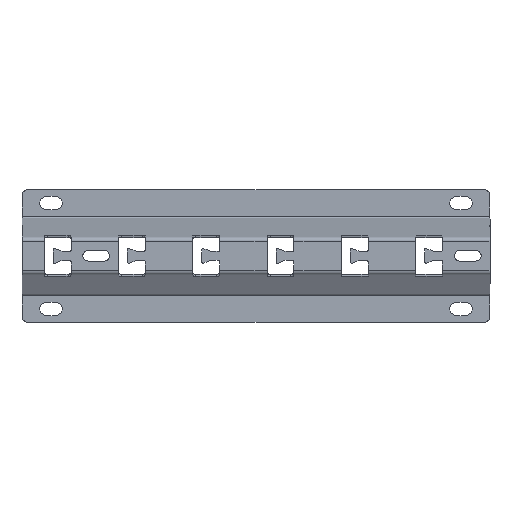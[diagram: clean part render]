
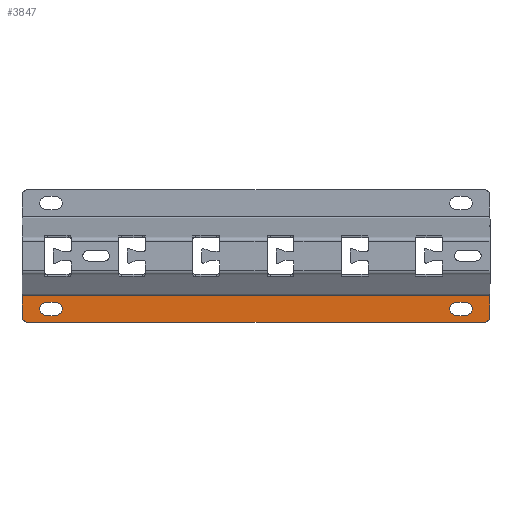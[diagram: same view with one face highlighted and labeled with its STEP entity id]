
A CAD part, top view. The second image highlights one B-rep face of the part: STEP entity #3847.
In plain terms, the highlighted planar face has unit normal (0, 0, 1).
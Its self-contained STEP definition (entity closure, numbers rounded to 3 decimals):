
#61 = FACE_BOUND ( 'NONE', #651, .T. ) ;
#72 = DIRECTION ( 'NONE',  ( 1., 0., 0. ) ) ;
#121 = VECTOR ( 'NONE', #4005, 1000. ) ;
#142 = LINE ( 'NONE', #6896, #5542 ) ;
#143 = CIRCLE ( 'NONE', #6469, 4.5 ) ;
#151 = CARTESIAN_POINT ( 'NONE',  ( -141., -40.061, -58.911 ) ) ;
#191 = VERTEX_POINT ( 'NONE', #974 ) ;
#212 = VERTEX_POINT ( 'NONE', #5909 ) ;
#216 = DIRECTION ( 'NONE',  ( -1., 0., 0. ) ) ;
#322 = DIRECTION ( 'NONE',  ( 1., 0., 0. ) ) ;
#327 = EDGE_CURVE ( 'NONE', #7539, #1942, #3739, .T. ) ;
#353 = ORIENTED_EDGE ( 'NONE', *, *, #4061, .T. ) ;
#559 = VECTOR ( 'NONE', #1797, 1000. ) ;
#587 = DIRECTION ( 'NONE',  ( 0., 0., -1. ) ) ;
#642 = VERTEX_POINT ( 'NONE', #1706 ) ;
#651 = EDGE_LOOP ( 'NONE', ( #4620, #6767, #900, #7414, #1280 ) ) ;
#688 = DIRECTION ( 'NONE',  ( 0., 0., 1. ) ) ;
#689 = FACE_BOUND ( 'NONE', #7465, .T. ) ;
#830 = CARTESIAN_POINT ( 'NONE',  ( 157.5, -26.788, -58.911 ) ) ;
#833 = CARTESIAN_POINT ( 'NONE',  ( 135., -35.561, -58.911 ) ) ;
#888 = VERTEX_POINT ( 'NONE', #830 ) ;
#900 = ORIENTED_EDGE ( 'NONE', *, *, #2312, .T. ) ;
#957 = DIRECTION ( 'NONE',  ( 1., 0., 0. ) ) ;
#974 = CARTESIAN_POINT ( 'NONE',  ( -141., -31.061, -58.911 ) ) ;
#1060 = EDGE_CURVE ( 'NONE', #642, #212, #5229, .T. ) ;
#1080 = CARTESIAN_POINT ( 'NONE',  ( 130.5, -35.561, -58.911 ) ) ;
#1165 = VERTEX_POINT ( 'NONE', #2478 ) ;
#1176 = CARTESIAN_POINT ( 'NONE',  ( -141., -35.561, -58.911 ) ) ;
#1231 = CARTESIAN_POINT ( 'NONE',  ( 157.5, -40.561, -58.911 ) ) ;
#1280 = ORIENTED_EDGE ( 'NONE', *, *, #3356, .T. ) ;
#1308 = ORIENTED_EDGE ( 'NONE', *, *, #1060, .F. ) ;
#1312 = DIRECTION ( 'NONE',  ( 0., 0., -1. ) ) ;
#1318 = ORIENTED_EDGE ( 'NONE', *, *, #2795, .F. ) ;
#1322 = AXIS2_PLACEMENT_3D ( 'NONE', #1176, #587, #72 ) ;
#1335 = CARTESIAN_POINT ( 'NONE',  ( 141., -35.561, -58.911 ) ) ;
#1534 = CIRCLE ( 'NONE', #5325, 4.5 ) ;
#1546 = VERTEX_POINT ( 'NONE', #1231 ) ;
#1591 = DIRECTION ( 'NONE',  ( 1., 0., 0. ) ) ;
#1605 = CARTESIAN_POINT ( 'NONE',  ( -135., -40.061, -58.911 ) ) ;
#1695 = CIRCLE ( 'NONE', #5984, 4.5 ) ;
#1706 = CARTESIAN_POINT ( 'NONE',  ( -157.5, -40.561, -58.911 ) ) ;
#1709 = DIRECTION ( 'NONE',  ( 1., 0., 0. ) ) ;
#1711 = AXIS2_PLACEMENT_3D ( 'NONE', #3971, #6372, #957 ) ;
#1729 = EDGE_CURVE ( 'NONE', #191, #6193, #2943, .T. ) ;
#1797 = DIRECTION ( 'NONE',  ( 1., 0., 0. ) ) ;
#1914 = EDGE_LOOP ( 'NONE', ( #1308, #353, #3822, #6780, #4040, #5050 ) ) ;
#1942 = VERTEX_POINT ( 'NONE', #4320 ) ;
#2078 = DIRECTION ( 'NONE',  ( 1., 0., 0. ) ) ;
#2147 = VECTOR ( 'NONE', #2479, 1000. ) ;
#2238 = EDGE_CURVE ( 'NONE', #1165, #1546, #5364, .T. ) ;
#2312 = EDGE_CURVE ( 'NONE', #1942, #191, #6128, .T. ) ;
#2324 = CARTESIAN_POINT ( 'NONE',  ( 0., -40.061, -58.911 ) ) ;
#2344 = AXIS2_PLACEMENT_3D ( 'NONE', #4281, #1312, #5469 ) ;
#2394 = CARTESIAN_POINT ( 'NONE',  ( -157.5, -26.788, -58.911 ) ) ;
#2478 = CARTESIAN_POINT ( 'NONE',  ( 153.5, -44.561, -58.911 ) ) ;
#2479 = DIRECTION ( 'NONE',  ( -1., 0., 0. ) ) ;
#2539 = VECTOR ( 'NONE', #1709, 1000. ) ;
#2622 = DIRECTION ( 'NONE',  ( 0., 0., 1. ) ) ;
#2795 = EDGE_CURVE ( 'NONE', #7537, #6713, #7729, .T. ) ;
#2889 = EDGE_CURVE ( 'NONE', #4212, #7539, #142, .T. ) ;
#2943 = LINE ( 'NONE', #4643, #2539 ) ;
#3083 = CARTESIAN_POINT ( 'NONE',  ( -157.5, -44.561, -58.911 ) ) ;
#3147 = DIRECTION ( 'NONE',  ( 1., 0., 0. ) ) ;
#3254 = DIRECTION ( 'NONE',  ( 0., -1., 0. ) ) ;
#3295 = DIRECTION ( 'NONE',  ( 0., 0., 1. ) ) ;
#3356 = EDGE_CURVE ( 'NONE', #6193, #4212, #143, .T. ) ;
#3524 = EDGE_CURVE ( 'NONE', #6713, #4573, #1534, .T. ) ;
#3600 = DIRECTION ( 'NONE',  ( 0., 0., 1. ) ) ;
#3707 = CARTESIAN_POINT ( 'NONE',  ( 0., 0.346, -58.911 ) ) ;
#3739 = CIRCLE ( 'NONE', #2344, 4.5 ) ;
#3822 = ORIENTED_EDGE ( 'NONE', *, *, #7634, .F. ) ;
#3823 = CARTESIAN_POINT ( 'NONE',  ( 135., -35.561, -58.911 ) ) ;
#3847 = ADVANCED_FACE ( 'NONE', ( #689, #4803, #61 ), #7209, .T. ) ;
#3909 = VECTOR ( 'NONE', #4140, 1000. ) ;
#3971 = CARTESIAN_POINT ( 'NONE',  ( 153.5, -40.561, -58.911 ) ) ;
#4005 = DIRECTION ( 'NONE',  ( 0., 1., 0. ) ) ;
#4040 = ORIENTED_EDGE ( 'NONE', *, *, #4439, .F. ) ;
#4061 = EDGE_CURVE ( 'NONE', #642, #7234, #7053, .T. ) ;
#4065 = CIRCLE ( 'NONE', #5927, 4.5 ) ;
#4087 = CARTESIAN_POINT ( 'NONE',  ( -135., -35.561, -58.911 ) ) ;
#4140 = DIRECTION ( 'NONE',  ( 1., 0., 0. ) ) ;
#4212 = VERTEX_POINT ( 'NONE', #1605 ) ;
#4281 = CARTESIAN_POINT ( 'NONE',  ( -141., -35.561, -58.911 ) ) ;
#4288 = EDGE_CURVE ( 'NONE', #4573, #5718, #7312, .T. ) ;
#4320 = CARTESIAN_POINT ( 'NONE',  ( -145.5, -35.561, -58.911 ) ) ;
#4400 = AXIS2_PLACEMENT_3D ( 'NONE', #5124, #2622, #2078 ) ;
#4439 = EDGE_CURVE ( 'NONE', #888, #1546, #7550, .T. ) ;
#4468 = ORIENTED_EDGE ( 'NONE', *, *, #4288, .F. ) ;
#4573 = VERTEX_POINT ( 'NONE', #7633 ) ;
#4602 = VERTEX_POINT ( 'NONE', #1080 ) ;
#4620 = ORIENTED_EDGE ( 'NONE', *, *, #2889, .T. ) ;
#4643 = CARTESIAN_POINT ( 'NONE',  ( 0., -31.061, -58.911 ) ) ;
#4792 = DIRECTION ( 'NONE',  ( -1., 0., 0. ) ) ;
#4803 = FACE_OUTER_BOUND ( 'NONE', #1914, .T. ) ;
#4920 = DIRECTION ( 'NONE',  ( 0., 0., 1. ) ) ;
#4976 = EDGE_CURVE ( 'NONE', #212, #888, #7758, .T. ) ;
#5031 = VECTOR ( 'NONE', #4792, 1000. ) ;
#5050 = ORIENTED_EDGE ( 'NONE', *, *, #4976, .F. ) ;
#5080 = EDGE_CURVE ( 'NONE', #5718, #4602, #1695, .T. ) ;
#5124 = CARTESIAN_POINT ( 'NONE',  ( -153.5, -40.561, -58.911 ) ) ;
#5229 = LINE ( 'NONE', #5825, #121 ) ;
#5325 = AXIS2_PLACEMENT_3D ( 'NONE', #1335, #3600, #5408 ) ;
#5341 = DIRECTION ( 'NONE',  ( 0., 0., -1. ) ) ;
#5364 = CIRCLE ( 'NONE', #1711, 4. ) ;
#5408 = DIRECTION ( 'NONE',  ( 1., 0., 0. ) ) ;
#5469 = DIRECTION ( 'NONE',  ( 1., 0., 0. ) ) ;
#5542 = VECTOR ( 'NONE', #216, 1000. ) ;
#5566 = ORIENTED_EDGE ( 'NONE', *, *, #5080, .F. ) ;
#5718 = VERTEX_POINT ( 'NONE', #6922 ) ;
#5735 = ORIENTED_EDGE ( 'NONE', *, *, #3524, .F. ) ;
#5825 = CARTESIAN_POINT ( 'NONE',  ( -157.5, -25.754, -58.911 ) ) ;
#5909 = CARTESIAN_POINT ( 'NONE',  ( -157.5, -26.788, -58.911 ) ) ;
#5927 = AXIS2_PLACEMENT_3D ( 'NONE', #833, #3295, #322 ) ;
#5984 = AXIS2_PLACEMENT_3D ( 'NONE', #3823, #688, #3147 ) ;
#6105 = DIRECTION ( 'NONE',  ( 1., 0., 0. ) ) ;
#6128 = CIRCLE ( 'NONE', #1322, 4.5 ) ;
#6172 = CARTESIAN_POINT ( 'NONE',  ( 0., -31.061, -58.911 ) ) ;
#6193 = VERTEX_POINT ( 'NONE', #7626 ) ;
#6297 = VECTOR ( 'NONE', #3254, 1000. ) ;
#6372 = DIRECTION ( 'NONE',  ( 0., 0., 1. ) ) ;
#6469 = AXIS2_PLACEMENT_3D ( 'NONE', #4087, #5341, #1591 ) ;
#6590 = CARTESIAN_POINT ( 'NONE',  ( 135., -40.061, -58.911 ) ) ;
#6664 = LINE ( 'NONE', #3083, #2147 ) ;
#6713 = VERTEX_POINT ( 'NONE', #7580 ) ;
#6717 = CARTESIAN_POINT ( 'NONE',  ( -153.5, -44.561, -58.911 ) ) ;
#6767 = ORIENTED_EDGE ( 'NONE', *, *, #327, .T. ) ;
#6780 = ORIENTED_EDGE ( 'NONE', *, *, #2238, .T. ) ;
#6879 = CARTESIAN_POINT ( 'NONE',  ( 157.5, -44.561, -58.911 ) ) ;
#6896 = CARTESIAN_POINT ( 'NONE',  ( 0., -40.061, -58.911 ) ) ;
#6922 = CARTESIAN_POINT ( 'NONE',  ( 135., -31.061, -58.911 ) ) ;
#7053 = CIRCLE ( 'NONE', #4400, 4. ) ;
#7085 = AXIS2_PLACEMENT_3D ( 'NONE', #3707, #4920, #6105 ) ;
#7209 = PLANE ( 'NONE',  #7085 ) ;
#7234 = VERTEX_POINT ( 'NONE', #6717 ) ;
#7312 = LINE ( 'NONE', #6172, #5031 ) ;
#7319 = EDGE_CURVE ( 'NONE', #4602, #7537, #4065, .T. ) ;
#7414 = ORIENTED_EDGE ( 'NONE', *, *, #1729, .T. ) ;
#7465 = EDGE_LOOP ( 'NONE', ( #5735, #1318, #7480, #5566, #4468 ) ) ;
#7480 = ORIENTED_EDGE ( 'NONE', *, *, #7319, .F. ) ;
#7537 = VERTEX_POINT ( 'NONE', #6590 ) ;
#7539 = VERTEX_POINT ( 'NONE', #151 ) ;
#7550 = LINE ( 'NONE', #6879, #6297 ) ;
#7580 = CARTESIAN_POINT ( 'NONE',  ( 141., -40.061, -58.911 ) ) ;
#7626 = CARTESIAN_POINT ( 'NONE',  ( -135., -31.061, -58.911 ) ) ;
#7633 = CARTESIAN_POINT ( 'NONE',  ( 141., -31.061, -58.911 ) ) ;
#7634 = EDGE_CURVE ( 'NONE', #1165, #7234, #6664, .T. ) ;
#7729 = LINE ( 'NONE', #2324, #3909 ) ;
#7758 = LINE ( 'NONE', #2394, #559 ) ;
